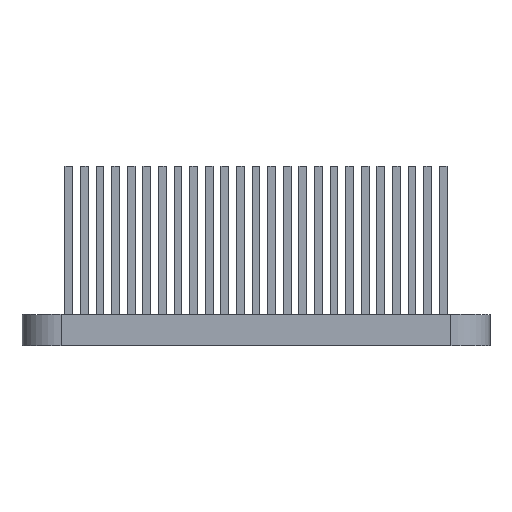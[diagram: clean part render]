
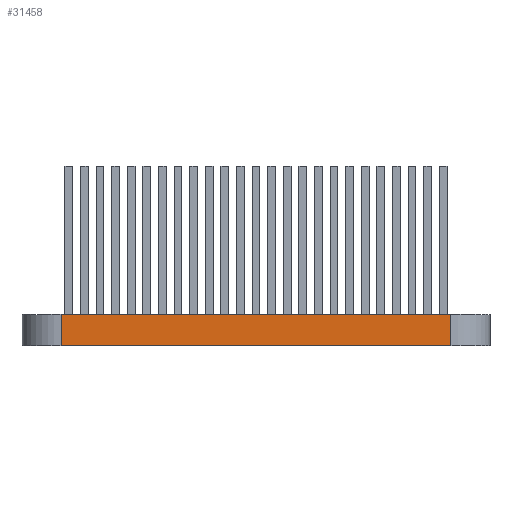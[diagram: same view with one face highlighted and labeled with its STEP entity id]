
A CAD part, left-side view. The second image highlights one B-rep face of the part: STEP entity #31458.
In plain terms, the highlighted planar face has unit normal (-1, 0, 0).
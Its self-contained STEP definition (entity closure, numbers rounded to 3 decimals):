
#4988 = ORIENTED_EDGE ( 'NONE', *, *, #32238, .T. ) ;
#6183 = EDGE_LOOP ( 'NONE', ( #16594, #24924, #6899, #4988 ) ) ;
#6236 = CARTESIAN_POINT ( 'NONE',  ( -29.5, -25., 2. ) ) ;
#6899 = ORIENTED_EDGE ( 'NONE', *, *, #32365, .T. ) ;
#9973 = CARTESIAN_POINT ( 'NONE',  ( -29.5, -30., 2. ) ) ;
#11453 = VECTOR ( 'NONE', #40943, 1000. ) ;
#12061 = DIRECTION ( 'NONE',  ( 0., 0., 1. ) ) ;
#12249 = LINE ( 'NONE', #46580, #11453 ) ;
#13004 = PLANE ( 'NONE',  #58920 ) ;
#16594 = ORIENTED_EDGE ( 'NONE', *, *, #54675, .F. ) ;
#17270 = CARTESIAN_POINT ( 'NONE',  ( -29.5, 25., 0. ) ) ;
#18357 = VECTOR ( 'NONE', #58138, 1000. ) ;
#20195 = VERTEX_POINT ( 'NONE', #35690 ) ;
#21840 = VECTOR ( 'NONE', #46248, 1000. ) ;
#24924 = ORIENTED_EDGE ( 'NONE', *, *, #51716, .T. ) ;
#29894 = VECTOR ( 'NONE', #61969, 1000. ) ;
#30094 = CARTESIAN_POINT ( 'NONE',  ( -29.5, 25., 2. ) ) ;
#31458 = ADVANCED_FACE ( 'NONE', ( #56143 ), #13004, .T. ) ;
#32063 = LINE ( 'NONE', #17270, #21840 ) ;
#32203 = CARTESIAN_POINT ( 'NONE',  ( -29.5, -30., 6. ) ) ;
#32238 = EDGE_CURVE ( 'NONE', #60918, #53548, #32063, .T. ) ;
#32365 = EDGE_CURVE ( 'NONE', #20195, #60918, #47177, .T. ) ;
#35690 = CARTESIAN_POINT ( 'NONE',  ( -29.5, -25., 6. ) ) ;
#38318 = LINE ( 'NONE', #9973, #18357 ) ;
#39905 = CARTESIAN_POINT ( 'NONE',  ( -29.5, 25., 6. ) ) ;
#40943 = DIRECTION ( 'NONE',  ( 0., 0., 1. ) ) ;
#44943 = VERTEX_POINT ( 'NONE', #6236 ) ;
#46248 = DIRECTION ( 'NONE',  ( 0., 0., -1. ) ) ;
#46580 = CARTESIAN_POINT ( 'NONE',  ( -29.5, -25., 6. ) ) ;
#47177 = LINE ( 'NONE', #51570, #29894 ) ;
#51402 = DIRECTION ( 'NONE',  ( -1., 0., 0. ) ) ;
#51570 = CARTESIAN_POINT ( 'NONE',  ( -29.5, -30., 6. ) ) ;
#51716 = EDGE_CURVE ( 'NONE', #44943, #20195, #12249, .T. ) ;
#53548 = VERTEX_POINT ( 'NONE', #30094 ) ;
#54675 = EDGE_CURVE ( 'NONE', #44943, #53548, #38318, .T. ) ;
#56143 = FACE_OUTER_BOUND ( 'NONE', #6183, .T. ) ;
#58138 = DIRECTION ( 'NONE',  ( 0., 1., 0. ) ) ;
#58920 = AXIS2_PLACEMENT_3D ( 'NONE', #32203, #51402, #12061 ) ;
#60918 = VERTEX_POINT ( 'NONE', #39905 ) ;
#61969 = DIRECTION ( 'NONE',  ( 0., 1., 0. ) ) ;
